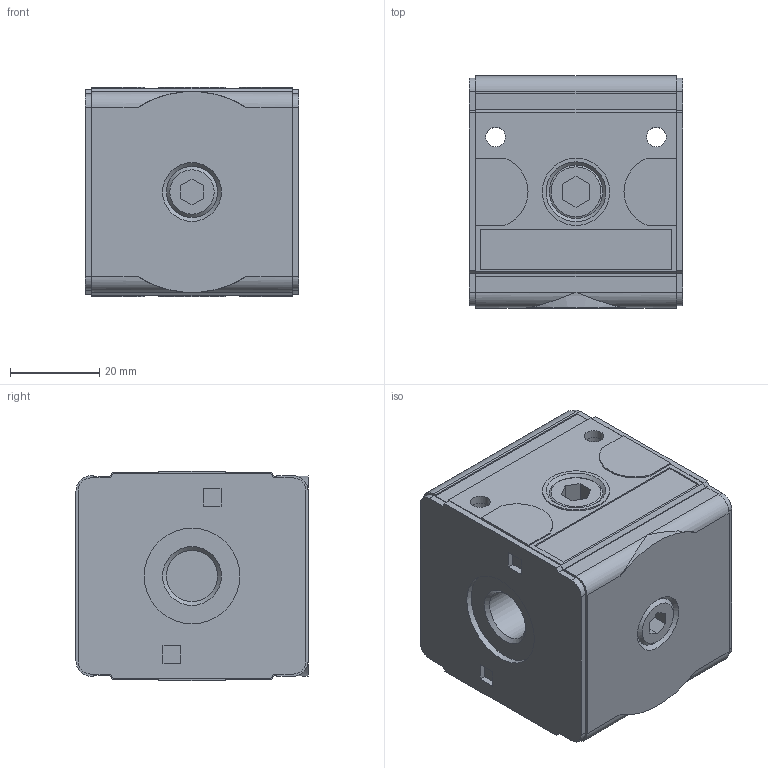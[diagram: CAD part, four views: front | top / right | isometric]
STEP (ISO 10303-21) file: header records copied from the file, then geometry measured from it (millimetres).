
FILE_DESCRIPTION( ( 'STEP AP203' ), ' ' );
FILE_NAME( '9.4011.200.stp', '2017-04-10T08:19:37', ( '' ), ( '' ), ' ', 'PARTsolutions', ' ' );
FILE_SCHEMA( ( 'CONFIG_CONTROL_DESIGN' ) );
Length unit declared in the file: millimetre
Products named in the file (2): 9.4011.200; _T 11-00000-G
Assembly tree (1 placements, depth 2):
  9.4011.200
    _T 11-00000-G
Bounding box: 47.8 x 52 x 47 mm (x, y, z)
Volume: 108060.2 mm3; surface area: 16923.2 mm2
Topology: 1 solids, 1 shells, 189 faces, 461 edges, 304 vertices
Faces by surface type: plane 142, cylinder 32, cone 15
Full cylindrical faces by diameter (mm): 4.4 x4, 11.445 x2, 15.1 x2, 15.7 x1, 19.2 x1, 21.4 x2
Entity records: 5497 total; most frequent: CARTESIAN_POINT 995, DIRECTION 890, ORIENTED_EDGE 866, EDGE_CURVE 433, LINE 350, VECTOR 350, VERTEX_POINT 303, AXIS2_PLACEMENT_3D 270
